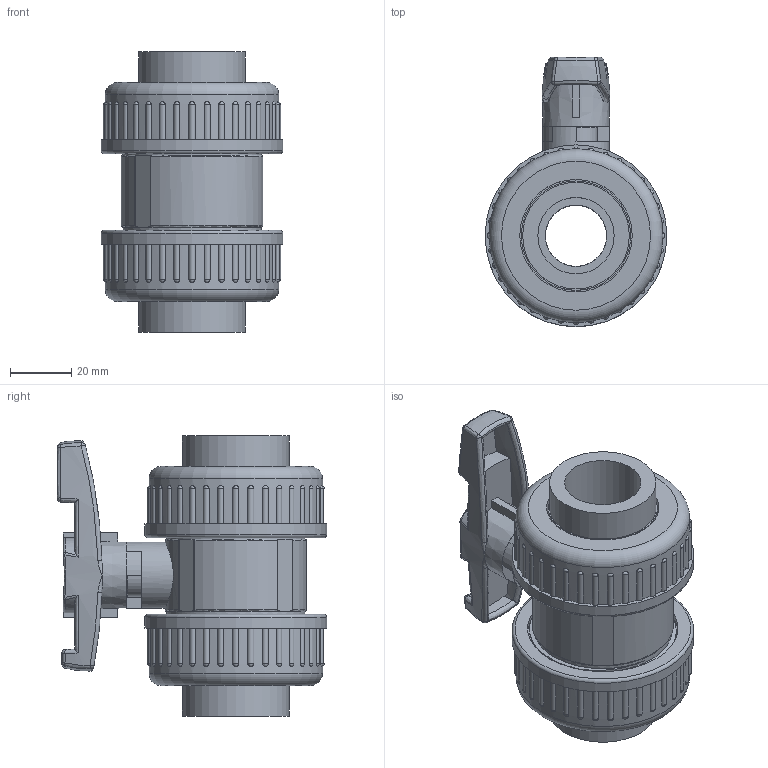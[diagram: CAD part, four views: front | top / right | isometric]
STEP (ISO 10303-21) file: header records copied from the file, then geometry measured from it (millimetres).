
FILE_DESCRIPTION(/* description */ (''),/* implementation_level */ '2;1');
FILE_NAME(/* name */ '25双由令球阀(黑).stp',/* time_stamp */ '2024-11-09T09:21:14+08:00',/* author */ (''),/* organization */ (''),/* preprocessor_version */ 'ST-DEVELOPER v16',/* originating_system */ 'SIEMENS PLM Software NX 10.0',/* authorisation */ '');
FILE_SCHEMA (('AUTOMOTIVE_DESIGN { 1 0 10303 214 3 1 1 1 }'));
Length unit declared in the file: millimetre
Products named in the file (1): gelv0FF88864nptq
Bounding box: 59.5 x 88.17 x 91.7 mm (x, y, z)
Volume: 148410.4 mm3; surface area: 87836 mm2
Topology: 16 solids, 16 shells, 882 faces, 2273 edges, 1480 vertices
Faces by surface type: plane 337, cylinder 214, bspline 134, extrusion 129, torus 48, sphere 17, cone 3
Full cylindrical faces by diameter (mm): 1.721 x1, 2.295 x1, 9.7 x4, 14 x3, 14.4 x1, 15.3 x2, 17.1 x1, 20 x3, 20.1 x2, 20.3 x1, 20.5 x1, 21.7 x1, 23.9 x2, 24.4 x1, 24.5 x2, 25 x2, 28.5 x4, 31 x2, 31.5 x2, 33 x2, 33.7 x1, 34.9 x2, 35.8 x2, 36.8 x2, 38.4 x1, 40.6 x1, 43.2 x2, 45.2 x9, 49.2 x14, 56.8 x2
Entity records: 37557 total; most frequent: CARTESIAN_POINT 18203, ORIENTED_EDGE 4134, DIRECTION 3422, EDGE_CURVE 2067, VERTEX_POINT 1406, AXIS2_PLACEMENT_3D 1200, EDGE_LOOP 1063, VECTOR 1022
